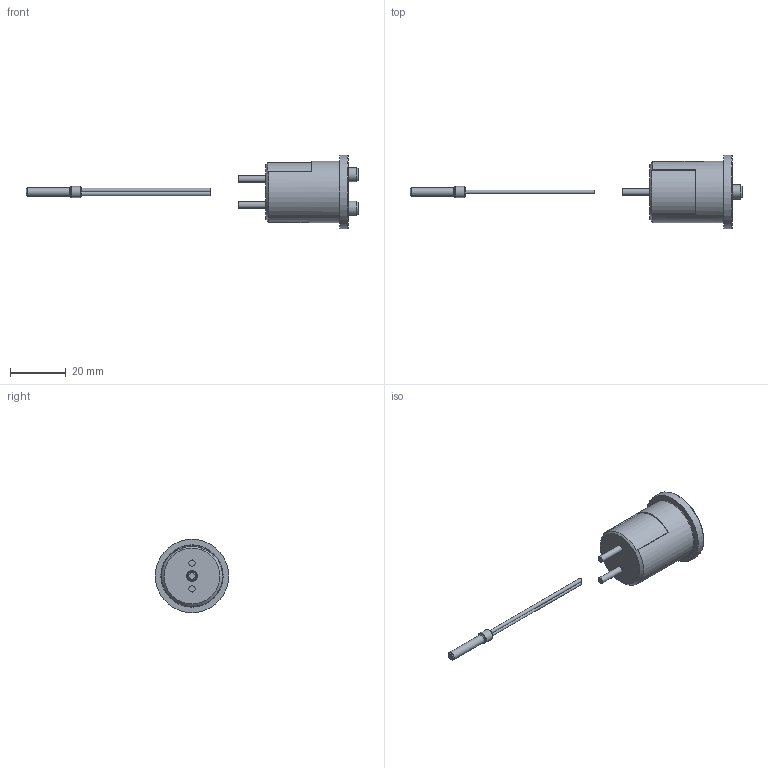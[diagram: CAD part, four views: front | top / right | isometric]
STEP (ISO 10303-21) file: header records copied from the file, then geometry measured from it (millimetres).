
FILE_DESCRIPTION( ( 'Unknown' ), '1' );
FILE_NAME( 'Z96D001.stp', 'Unknown', ( 'Andreas Müller' ), ( 'wenglor sensoric gmbh' ), 'PSStep 17.0.49', 'SolidEdge V7', ' ' );
FILE_SCHEMA( ( 'AUTOMOTIVE_DESIGN { 1 0 10303 214 1 1 1 1 }' ) );
Length unit declared in the file: millimetre
Products named in the file (4): 1; 2; 3; 4
Bounding box: 119.02 x 26.3 x 26.3 mm (x, y, z)
Volume: 11949.4 mm3; surface area: 4216.1 mm2
Topology: 4 solids, 4 shells, 46 faces, 92 edges, 62 vertices
Faces by surface type: plane 19, cylinder 16, cone 7, torus 4
Full cylindrical faces by diameter (mm): 0.75 x2, 1.3 x2, 2.2 x2, 3 x1, 4 x1, 5 x2, 19.9 x1, 20.1 x1, 20.15 x1, 21.9 x1, 26.3 x1
Entity records: 1344 total; most frequent: DIRECTION 190, CARTESIAN_POINT 144, ORIENTED_EDGE 98, AXIS2_PLACEMENT_3D 91, EDGE_LOOP 80, FACE_OUTER_BOUND 65, EDGE_CURVE 49, STYLED_ITEM 46
